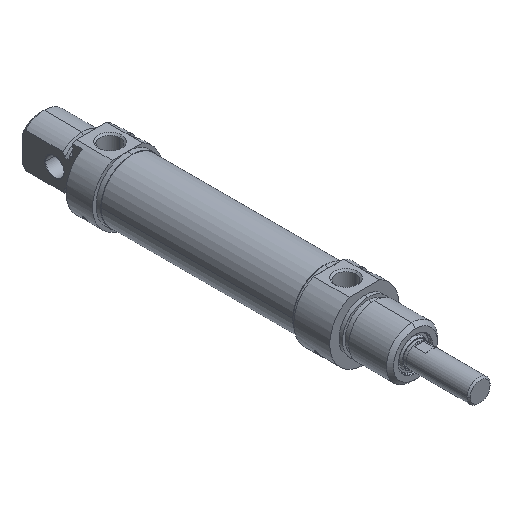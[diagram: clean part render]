
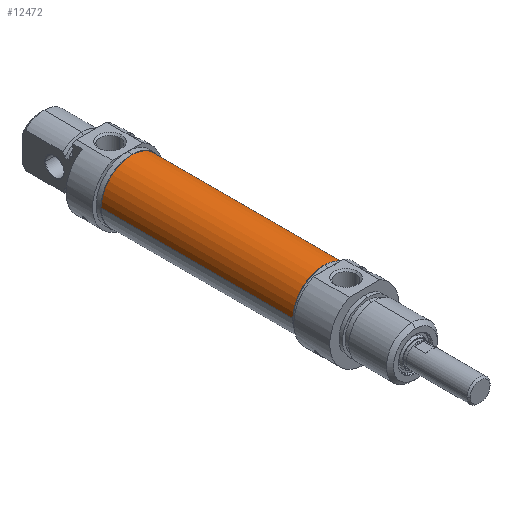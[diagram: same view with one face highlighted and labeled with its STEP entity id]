
A CAD part, isometric view. The second image highlights one B-rep face of the part: STEP entity #12472.
In plain terms, the highlighted cylindrical face has radius 13.25 mm (diameter 26.5 mm), a partial arc.
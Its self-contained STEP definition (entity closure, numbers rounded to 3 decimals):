
#1047 = CARTESIAN_POINT ( 'NONE',  ( 13.25, -89., 0. ) ) ;
#2322 = CARTESIAN_POINT ( 'NONE',  ( 13.25, -47.5, 0. ) ) ;
#2531 = LINE ( 'NONE', #2322, #18275 ) ;
#2627 = CYLINDRICAL_SURFACE ( 'NONE', #11077, 13.25 ) ;
#2840 = CARTESIAN_POINT ( 'NONE',  ( 13.25, -6., 0. ) ) ;
#2962 = ORIENTED_EDGE ( 'NONE', *, *, #18609, .T. ) ;
#3097 = DIRECTION ( 'NONE',  ( -1., 0., 0. ) ) ;
#3632 = AXIS2_PLACEMENT_3D ( 'NONE', #10689, #6060, #3097 ) ;
#4505 = EDGE_LOOP ( 'NONE', ( #2962, #10940, #17990, #17345 ) ) ;
#5747 = VERTEX_POINT ( 'NONE', #2840 ) ;
#6060 = DIRECTION ( 'NONE',  ( 0., 1., 0. ) ) ;
#6706 = EDGE_CURVE ( 'NONE', #14841, #5747, #2531, .T. ) ;
#7301 = FACE_OUTER_BOUND ( 'NONE', #4505, .T. ) ;
#8837 = EDGE_CURVE ( 'NONE', #5747, #9746, #12506, .T. ) ;
#9746 = VERTEX_POINT ( 'NONE', #16441 ) ;
#10586 = AXIS2_PLACEMENT_3D ( 'NONE', #18285, #16682, #11789 ) ;
#10689 = CARTESIAN_POINT ( 'NONE',  ( 0., -89., 0. ) ) ;
#10940 = ORIENTED_EDGE ( 'NONE', *, *, #6706, .T. ) ;
#11077 = AXIS2_PLACEMENT_3D ( 'NONE', #18230, #17130, #18636 ) ;
#11789 = DIRECTION ( 'NONE',  ( -1., 0., 0. ) ) ;
#12273 = CIRCLE ( 'NONE', #3632, 13.25 ) ;
#12472 = ADVANCED_FACE ( 'NONE', ( #7301 ), #2627, .T. ) ;
#12506 = CIRCLE ( 'NONE', #10586, 13.25 ) ;
#13242 = VERTEX_POINT ( 'NONE', #17062 ) ;
#14332 = EDGE_CURVE ( 'NONE', #13242, #9746, #18673, .T. ) ;
#14841 = VERTEX_POINT ( 'NONE', #1047 ) ;
#15741 = DIRECTION ( 'NONE',  ( 0., 1., 0. ) ) ;
#16441 = CARTESIAN_POINT ( 'NONE',  ( -13.25, -6., 0. ) ) ;
#16682 = DIRECTION ( 'NONE',  ( 0., -1., 0. ) ) ;
#16972 = CARTESIAN_POINT ( 'NONE',  ( -13.25, -47.5, 0. ) ) ;
#17062 = CARTESIAN_POINT ( 'NONE',  ( -13.25, -89., 0. ) ) ;
#17130 = DIRECTION ( 'NONE',  ( 0., 1., 0. ) ) ;
#17345 = ORIENTED_EDGE ( 'NONE', *, *, #14332, .F. ) ;
#17990 = ORIENTED_EDGE ( 'NONE', *, *, #8837, .T. ) ;
#18230 = CARTESIAN_POINT ( 'NONE',  ( 0., -47.5, 0. ) ) ;
#18275 = VECTOR ( 'NONE', #19059, 1000. ) ;
#18285 = CARTESIAN_POINT ( 'NONE',  ( 0., -6., 0. ) ) ;
#18609 = EDGE_CURVE ( 'NONE', #13242, #14841, #12273, .T. ) ;
#18636 = DIRECTION ( 'NONE',  ( -1., 0., 0. ) ) ;
#18673 = LINE ( 'NONE', #16972, #19082 ) ;
#19059 = DIRECTION ( 'NONE',  ( 0., 1., 0. ) ) ;
#19082 = VECTOR ( 'NONE', #15741, 1000. ) ;
